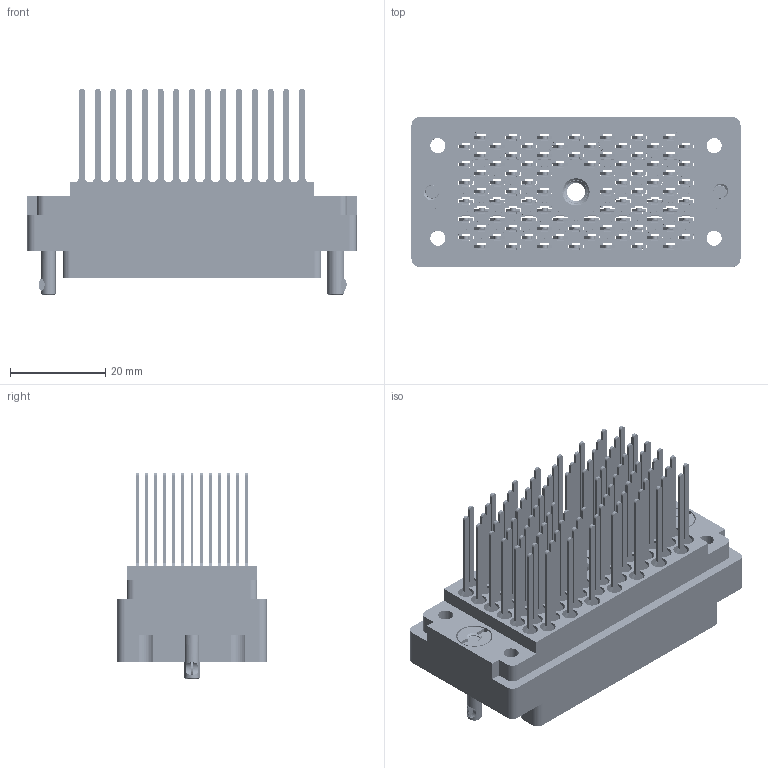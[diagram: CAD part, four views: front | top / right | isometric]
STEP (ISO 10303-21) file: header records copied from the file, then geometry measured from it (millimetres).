
FILE_DESCRIPTION (( 'STEP AP203' ), '1' );
FILE_NAME ('516-090-542-102.STEP', '2020-03-10T23:13:08', ( '' ), ( '' ), 'SwSTEP 2.0', 'SolidWorks 2016', '' );
FILE_SCHEMA (( 'CONFIG_CONTROL_DESIGN' ));
Length unit declared in the file: inch
Products named in the file (7): 516-292-001_542 Contact; 516-222-090-102_090; 516-090-542-102; 516-252-091-102; 516 Plug Insulator_090; 516-252-095-100; 516-222-090-102_091
Assembly tree (96 placements, depth 2):
  516-090-542-102
    516 Plug Insulator_090
    516-292-001_542 Contact  x90
    516-252-091-102  x2
    516-222-090-102_090
    516-252-095-100
    516-222-090-102_091
Bounding box: 69.04 x 31.34 x 43.36 mm (x, y, z)
Volume: 21820.7 mm3; surface area: 43782.7 mm2
Topology: 96 solids, 96 shells, 8551 faces, 24783 edges, 16443 vertices
Faces by surface type: plane 5218, cylinder 2707, bspline 576, cone 46, torus 4
Entity records: 81536 total; most frequent: CARTESIAN_POINT 20653, ORIENTED_EDGE 12386, DIRECTION 11786, EDGE_CURVE 6193, VECTOR 4474, LINE 4474, VERTEX_POINT 4109, AXIS2_PLACEMENT_3D 3656
